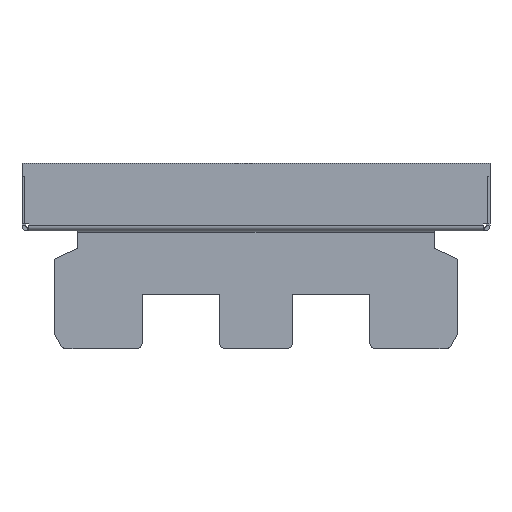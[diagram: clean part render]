
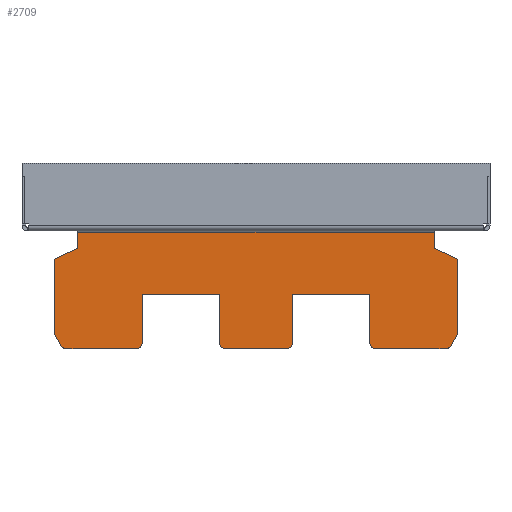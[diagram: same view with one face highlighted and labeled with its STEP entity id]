
A CAD part, left-side view. The second image highlights one B-rep face of the part: STEP entity #2709.
In plain terms, the highlighted planar face has unit normal (-1, 0, 0).
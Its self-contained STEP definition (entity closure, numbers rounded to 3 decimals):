
#289=DIRECTION('',(0.,-1.,0.));
#290=VECTOR('',#289,40.);
#291=CARTESIAN_POINT('',(-106.,59.,-62.5));
#292=LINE('',#291,#290);
#301=CARTESIAN_POINT('',(-106.,62.,-87.5));
#302=DIRECTION('',(-1.,0.,0.));
#303=DIRECTION('',(0.,0.,-1.));
#304=AXIS2_PLACEMENT_3D('',#301,#302,#303);
#306=CARTESIAN_POINT('',(-106.,98.468,-87.5));
#307=DIRECTION('',(-1.,0.,0.));
#308=DIRECTION('',(0.,0.866,-0.5));
#309=AXIS2_PLACEMENT_3D('',#306,#307,#308);
#311=DIRECTION('',(0.,-0.5,-0.866));
#312=VECTOR('',#311,5.464);
#313=CARTESIAN_POINT('',(-106.,103.798,-84.268));
#314=LINE('',#313,#312);
#315=CARTESIAN_POINT('',(-106.,101.2,-82.768));
#316=DIRECTION('',(-1.,0.,0.));
#317=DIRECTION('',(0.,1.,0.));
#318=AXIS2_PLACEMENT_3D('',#315,#316,#317);
#320=DIRECTION('',(0.,0.906,-0.423));
#321=VECTOR('',#320,13.185);
#322=CARTESIAN_POINT('',(-106.,92.25,-38.5));
#323=LINE('',#322,#321);
#324=DIRECTION('',(0.,0.,-1.));
#325=VECTOR('',#324,8.4);
#326=CARTESIAN_POINT('',(-106.,92.25,-30.1));
#327=LINE('',#326,#325);
#328=DIRECTION('',(0.,0.,1.));
#329=VECTOR('',#328,8.4);
#330=CARTESIAN_POINT('',(-106.,-92.25,-38.5));
#331=LINE('',#330,#329);
#332=DIRECTION('',(0.,0.906,0.423));
#333=VECTOR('',#332,13.185);
#334=CARTESIAN_POINT('',(-106.,-104.2,-44.072));
#335=LINE('',#334,#333);
#336=CARTESIAN_POINT('',(-106.,-101.2,-82.768));
#337=DIRECTION('',(-1.,0.,0.));
#338=DIRECTION('',(0.,-0.866,-0.5));
#339=AXIS2_PLACEMENT_3D('',#336,#337,#338);
#341=DIRECTION('',(0.,-0.5,0.866));
#342=VECTOR('',#341,5.464);
#343=CARTESIAN_POINT('',(-106.,-101.066,-89.));
#344=LINE('',#343,#342);
#345=CARTESIAN_POINT('',(-106.,-98.468,-87.5));
#346=DIRECTION('',(-1.,0.,0.));
#347=DIRECTION('',(0.,0.,-1.));
#348=AXIS2_PLACEMENT_3D('',#345,#346,#347);
#350=CARTESIAN_POINT('',(-106.,-62.,-87.5));
#351=DIRECTION('',(-1.,0.,0.));
#352=DIRECTION('',(0.,1.,0.));
#353=AXIS2_PLACEMENT_3D('',#350,#351,#352);
#355=CARTESIAN_POINT('',(-106.,-16.,-87.5));
#356=DIRECTION('',(-1.,0.,0.));
#357=DIRECTION('',(0.,0.,-1.));
#358=AXIS2_PLACEMENT_3D('',#355,#356,#357);
#360=CARTESIAN_POINT('',(-106.,16.,-87.5));
#361=DIRECTION('',(-1.,0.,0.));
#362=DIRECTION('',(0.,1.,0.));
#363=AXIS2_PLACEMENT_3D('',#360,#361,#362);
#369=DIRECTION('',(0.,0.,-1.));
#370=VECTOR('',#369,25.);
#371=CARTESIAN_POINT('',(-106.,19.,-62.5));
#372=LINE('',#371,#370);
#381=DIRECTION('',(0.,1.,0.));
#382=VECTOR('',#381,32.);
#383=CARTESIAN_POINT('',(-106.,-16.,-90.5));
#384=LINE('',#383,#382);
#393=DIRECTION('',(0.,0.,1.));
#394=VECTOR('',#393,25.);
#395=CARTESIAN_POINT('',(-106.,-19.,-87.5));
#396=LINE('',#395,#394);
#409=DIRECTION('',(0.,-1.,0.));
#410=VECTOR('',#409,40.);
#411=CARTESIAN_POINT('',(-106.,-19.,-62.5));
#412=LINE('',#411,#410);
#421=DIRECTION('',(0.,0.,-1.));
#422=VECTOR('',#421,25.);
#423=CARTESIAN_POINT('',(-106.,-59.,-62.5));
#424=LINE('',#423,#422);
#433=DIRECTION('',(0.,1.,0.));
#434=VECTOR('',#433,36.468);
#435=CARTESIAN_POINT('',(-106.,-98.468,-90.5));
#436=LINE('',#435,#434);
#453=DIRECTION('',(0.,0.,-1.));
#454=VECTOR('',#453,38.696);
#455=CARTESIAN_POINT('',(-106.,-104.2,-44.072));
#456=LINE('',#455,#454);
#483=DIRECTION('',(0.,1.,0.));
#484=VECTOR('',#483,184.5);
#485=CARTESIAN_POINT('',(-106.,-92.25,-30.1));
#486=LINE('',#485,#484);
#1813=DIRECTION('',(0.,0.,1.));
#1814=VECTOR('',#1813,38.696);
#1815=CARTESIAN_POINT('',(-106.,104.2,-82.768));
#1816=LINE('',#1815,#1814);
#1833=DIRECTION('',(0.,1.,0.));
#1834=VECTOR('',#1833,36.468);
#1835=CARTESIAN_POINT('',(-106.,62.,-90.5));
#1836=LINE('',#1835,#1834);
#1845=DIRECTION('',(0.,0.,1.));
#1846=VECTOR('',#1845,25.);
#1847=CARTESIAN_POINT('',(-106.,59.,-87.5));
#1848=LINE('',#1847,#1846);
#1858=CARTESIAN_POINT('',(-106.,16.,-90.5));
#1860=VERTEX_POINT('',#1858);
#1882=CARTESIAN_POINT('',(-106.,98.468,-90.5));
#1884=VERTEX_POINT('',#1882);
#1906=CARTESIAN_POINT('',(-106.,-62.,-90.5));
#1908=VERTEX_POINT('',#1906);
#1911=CARTESIAN_POINT('',(-106.,-98.468,-90.5));
#1913=VERTEX_POINT('',#1911);
#1943=CARTESIAN_POINT('',(-106.,92.25,-38.5));
#1945=VERTEX_POINT('',#1943);
#1951=CARTESIAN_POINT('',(-106.,-92.25,-30.1));
#1953=VERTEX_POINT('',#1951);
#2019=CARTESIAN_POINT('',(-106.,-92.25,-38.5));
#2021=VERTEX_POINT('',#2019);
#2023=CARTESIAN_POINT('',(-106.,92.25,-30.1));
#2025=VERTEX_POINT('',#2023);
#2036=CARTESIAN_POINT('',(-106.,103.798,-84.268));
#2038=VERTEX_POINT('',#2036);
#2078=CARTESIAN_POINT('',(-106.,59.,-87.5));
#2080=VERTEX_POINT('',#2078);
#2081=CARTESIAN_POINT('',(-106.,-103.798,-84.268));
#2083=VERTEX_POINT('',#2081);
#2123=CARTESIAN_POINT('',(-106.,19.,-87.5));
#2125=VERTEX_POINT('',#2123);
#2135=CARTESIAN_POINT('',(-106.,62.,-90.5));
#2137=VERTEX_POINT('',#2135);
#2139=CARTESIAN_POINT('',(-106.,-16.,-90.5));
#2141=VERTEX_POINT('',#2139);
#2154=CARTESIAN_POINT('',(-106.,-101.066,-89.));
#2156=VERTEX_POINT('',#2154);
#2159=CARTESIAN_POINT('',(-106.,-59.,-87.5));
#2161=VERTEX_POINT('',#2159);
#2223=CARTESIAN_POINT('',(-106.,101.066,-89.));
#2225=VERTEX_POINT('',#2223);
#2238=CARTESIAN_POINT('',(-106.,-19.,-87.5));
#2240=VERTEX_POINT('',#2238);
#2305=CARTESIAN_POINT('',(-106.,-104.2,-44.072));
#2307=VERTEX_POINT('',#2305);
#2310=CARTESIAN_POINT('',(-106.,-104.2,-82.768));
#2312=VERTEX_POINT('',#2310);
#2313=CARTESIAN_POINT('',(-106.,104.2,-44.072));
#2315=VERTEX_POINT('',#2313);
#2317=CARTESIAN_POINT('',(-106.,104.2,-82.768));
#2319=VERTEX_POINT('',#2317);
#2385=CARTESIAN_POINT('',(-106.,-59.,-62.5));
#2387=VERTEX_POINT('',#2385);
#2389=CARTESIAN_POINT('',(-106.,59.,-62.5));
#2391=VERTEX_POINT('',#2389);
#2393=CARTESIAN_POINT('',(-106.,19.,-62.5));
#2395=VERTEX_POINT('',#2393);
#2413=CARTESIAN_POINT('',(-106.,-19.,-62.5));
#2415=VERTEX_POINT('',#2413);
#2651=CARTESIAN_POINT('',(-106.,95.,-90.5));
#2652=DIRECTION('',(1.,0.,0.));
#2653=DIRECTION('',(0.,0.,-1.));
#2654=AXIS2_PLACEMENT_3D('',#2651,#2652,#2653);
#2655=PLANE('',#2654);
#2657=ORIENTED_EDGE('',*,*,#2656,.F.);
#2658=ORIENTED_EDGE('',*,*,#2641,.F.);
#2660=ORIENTED_EDGE('',*,*,#2659,.F.);
#2662=ORIENTED_EDGE('',*,*,#2661,.F.);
#2664=ORIENTED_EDGE('',*,*,#2663,.T.);
#2666=ORIENTED_EDGE('',*,*,#2665,.F.);
#2668=ORIENTED_EDGE('',*,*,#2667,.F.);
#2670=ORIENTED_EDGE('',*,*,#2669,.F.);
#2672=ORIENTED_EDGE('',*,*,#2671,.T.);
#2674=ORIENTED_EDGE('',*,*,#2673,.F.);
#2676=ORIENTED_EDGE('',*,*,#2675,.F.);
#2678=ORIENTED_EDGE('',*,*,#2677,.F.);
#2680=ORIENTED_EDGE('',*,*,#2679,.F.);
#2682=ORIENTED_EDGE('',*,*,#2681,.F.);
#2684=ORIENTED_EDGE('',*,*,#2683,.T.);
#2686=ORIENTED_EDGE('',*,*,#2685,.F.);
#2688=ORIENTED_EDGE('',*,*,#2687,.F.);
#2690=ORIENTED_EDGE('',*,*,#2689,.F.);
#2692=ORIENTED_EDGE('',*,*,#2691,.T.);
#2694=ORIENTED_EDGE('',*,*,#2693,.F.);
#2696=ORIENTED_EDGE('',*,*,#2695,.F.);
#2698=ORIENTED_EDGE('',*,*,#2697,.F.);
#2700=ORIENTED_EDGE('',*,*,#2699,.F.);
#2702=ORIENTED_EDGE('',*,*,#2701,.F.);
#2704=ORIENTED_EDGE('',*,*,#2703,.T.);
#2706=ORIENTED_EDGE('',*,*,#2705,.F.);
#2707=EDGE_LOOP('',(#2657,#2658,#2660,#2662,#2664,#2666,#2668,#2670,#2672,#2674,
#2676,#2678,#2680,#2682,#2684,#2686,#2688,#2690,#2692,#2694,#2696,#2698,#2700,
#2702,#2704,#2706));
#2708=FACE_OUTER_BOUND('',#2707,.F.);
#2709=ADVANCED_FACE('',(#2708),#2655,.F.);
#305=CIRCLE('',#304,3.);
#310=CIRCLE('',#309,3.);
#319=CIRCLE('',#318,3.);
#340=CIRCLE('',#339,3.);
#349=CIRCLE('',#348,3.);
#354=CIRCLE('',#353,3.);
#359=CIRCLE('',#358,3.);
#364=CIRCLE('',#363,3.);
#2641=EDGE_CURVE('',#2391,#2395,#292,.T.);
#2656=EDGE_CURVE('',#2395,#2125,#372,.T.);
#2659=EDGE_CURVE('',#2080,#2391,#1848,.T.);
#2661=EDGE_CURVE('',#2137,#2080,#305,.T.);
#2663=EDGE_CURVE('',#2137,#1884,#1836,.T.);
#2665=EDGE_CURVE('',#2225,#1884,#310,.T.);
#2667=EDGE_CURVE('',#2038,#2225,#314,.T.);
#2669=EDGE_CURVE('',#2319,#2038,#319,.T.);
#2671=EDGE_CURVE('',#2319,#2315,#1816,.T.);
#2673=EDGE_CURVE('',#1945,#2315,#323,.T.);
#2675=EDGE_CURVE('',#2025,#1945,#327,.T.);
#2677=EDGE_CURVE('',#1953,#2025,#486,.T.);
#2679=EDGE_CURVE('',#2021,#1953,#331,.T.);
#2681=EDGE_CURVE('',#2307,#2021,#335,.T.);
#2683=EDGE_CURVE('',#2307,#2312,#456,.T.);
#2685=EDGE_CURVE('',#2083,#2312,#340,.T.);
#2687=EDGE_CURVE('',#2156,#2083,#344,.T.);
#2689=EDGE_CURVE('',#1913,#2156,#349,.T.);
#2691=EDGE_CURVE('',#1913,#1908,#436,.T.);
#2693=EDGE_CURVE('',#2161,#1908,#354,.T.);
#2695=EDGE_CURVE('',#2387,#2161,#424,.T.);
#2697=EDGE_CURVE('',#2415,#2387,#412,.T.);
#2699=EDGE_CURVE('',#2240,#2415,#396,.T.);
#2701=EDGE_CURVE('',#2141,#2240,#359,.T.);
#2703=EDGE_CURVE('',#2141,#1860,#384,.T.);
#2705=EDGE_CURVE('',#2125,#1860,#364,.T.);
